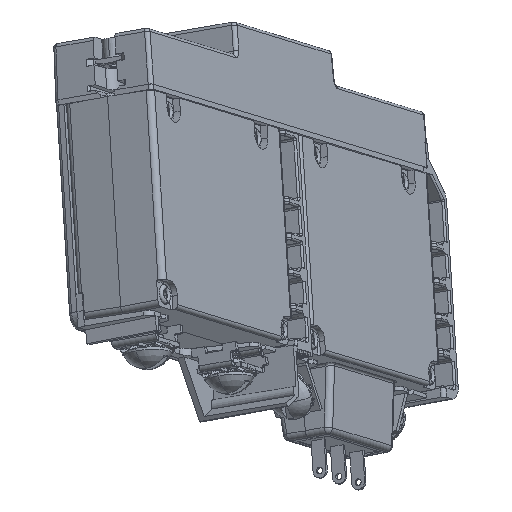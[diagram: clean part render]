
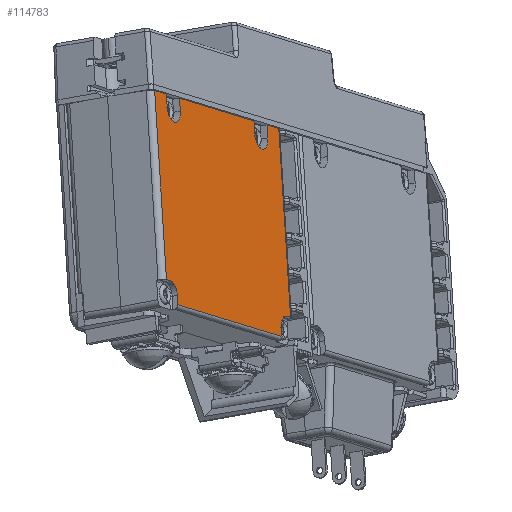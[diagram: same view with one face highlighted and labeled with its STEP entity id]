
A CAD part, front view. The second image highlights one B-rep face of the part: STEP entity #114783.
In plain terms, the highlighted planar face has unit normal (0.873, -0.465, 0.15).
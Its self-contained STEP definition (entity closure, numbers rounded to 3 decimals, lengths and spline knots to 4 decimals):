
#18594=DIRECTION('',(0.061,-0.202,-0.978));
#18595=VECTOR('',#18594,1.4285);
#18596=CARTESIAN_POINT('',(4.5686,-0.33,
-0.5306));
#18597=LINE('',#18596,#18595);
#18673=DIRECTION('',(-0.484,-0.862,0.148));
#18674=VECTOR('',#18673,0.1794);
#18675=CARTESIAN_POINT('',(4.6555,-0.1753,
-0.5571));
#18676=LINE('',#18675,#18674);
#18677=DIRECTION('',(0.061,-0.202,-0.978));
#18678=VECTOR('',#18677,0.0985);
#18679=CARTESIAN_POINT('',(4.6555,-0.1753,
-0.5571));
#18680=LINE('',#18679,#18678);
#18681=CARTESIAN_POINT('',(4.71,-0.109,
-0.6682));
#18682=DIRECTION('',(0.873,-0.465,0.15));
#18683=DIRECTION('',(-0.484,-0.862,0.148));
#18684=AXIS2_PLACEMENT_3D('',#18681,#18682,#18683);
#18686=DIRECTION('',(0.061,-0.202,-0.978));
#18687=VECTOR('',#18686,0.0985);
#18688=CARTESIAN_POINT('',(4.7524,-0.0028,
-0.5866));
#18689=LINE('',#18688,#18687);
#18690=DIRECTION('',(-0.484,-0.862,0.148));
#18691=VECTOR('',#18690,1.136);
#18692=CARTESIAN_POINT('',(5.3027,0.9767,
-0.7545));
#18693=LINE('',#18692,#18691);
#18694=DIRECTION('',(0.061,-0.202,-0.978));
#18695=VECTOR('',#18694,0.0985);
#18696=CARTESIAN_POINT('',(5.3027,0.9767,
-0.7545));
#18697=LINE('',#18696,#18695);
#18698=CARTESIAN_POINT('',(5.3572,1.043,
-0.8656));
#18699=DIRECTION('',(0.873,-0.465,0.15));
#18700=DIRECTION('',(-0.484,-0.862,0.148));
#18701=AXIS2_PLACEMENT_3D('',#18698,#18699,#18700);
#18703=DIRECTION('',(0.061,-0.202,-0.978));
#18704=VECTOR('',#18703,0.0985);
#18705=CARTESIAN_POINT('',(5.3996,1.1491,
-0.784));
#18706=LINE('',#18705,#18704);
#18707=DIRECTION('',(-0.484,-0.862,0.148));
#18708=VECTOR('',#18707,0.1794);
#18709=CARTESIAN_POINT('',(5.4865,1.3038,
-0.8105));
#18710=LINE('',#18709,#18708);
#18711=DIRECTION('',(0.484,0.862,-0.148));
#18712=VECTOR('',#18711,0.0544);
#18713=CARTESIAN_POINT('',(5.5475,0.9686,
-2.1989));
#18714=LINE('',#18713,#18712);
#18715=CARTESIAN_POINT('',(5.5535,0.9488,
-2.2947));
#18716=DIRECTION('',(0.873,-0.465,0.15));
#18717=DIRECTION('',(-0.061,0.202,0.978));
#18718=AXIS2_PLACEMENT_3D('',#18715,#18716,#18717);
#18720=DIRECTION('',(-0.061,0.202,0.978));
#18721=VECTOR('',#18720,0.0701);
#18722=CARTESIAN_POINT('',(5.5103,0.8501,
-2.3487));
#18723=LINE('',#18722,#18721);
#18724=DIRECTION('',(-0.061,0.202,0.978));
#18725=VECTOR('',#18724,0.0701);
#18726=CARTESIAN_POINT('',(4.74,-0.5209,
-2.1138));
#18727=LINE('',#18726,#18725);
#18728=CARTESIAN_POINT('',(4.6883,-0.5912,
-2.0308));
#18729=DIRECTION('',(0.873,-0.465,0.15));
#18730=DIRECTION('',(0.484,0.862,-0.148));
#18731=AXIS2_PLACEMENT_3D('',#18728,#18729,#18730);
#18733=DIRECTION('',(-0.484,-0.862,0.148));
#18734=VECTOR('',#18733,0.0544);
#18735=CARTESIAN_POINT('',(4.6823,-0.5714,
-1.935));
#18736=LINE('',#18735,#18734);
#19175=DIRECTION('',(-0.061,0.202,0.978));
#19176=VECTOR('',#19175,1.4285);
#19177=CARTESIAN_POINT('',(5.5738,1.0154,
-2.2069));
#19178=LINE('',#19177,#19176);
#51054=DIRECTION('',(0.484,0.862,-0.148));
#51055=VECTOR('',#51054,1.59);
#51056=CARTESIAN_POINT('',(4.74,-0.5209,
-2.1138));
#51057=LINE('',#51056,#51055);
#86345=CARTESIAN_POINT('',(5.3087,0.9568,
-0.8508));
#86346=CARTESIAN_POINT('',(5.4056,1.1292,
-0.8803));
#86347=VERTEX_POINT('',#86345);
#86348=VERTEX_POINT('',#86346);
#86349=CARTESIAN_POINT('',(4.6615,-0.1952,
-0.6534));
#86350=CARTESIAN_POINT('',(4.7584,-0.0227,
-0.683));
#86351=VERTEX_POINT('',#86349);
#86352=VERTEX_POINT('',#86350);
#86353=CARTESIAN_POINT('',(5.5475,0.9686,
-2.1989));
#86354=CARTESIAN_POINT('',(5.506,0.8643,
-2.2802));
#86355=VERTEX_POINT('',#86353);
#86356=VERTEX_POINT('',#86354);
#86357=CARTESIAN_POINT('',(4.7357,-0.5067,
-2.0453));
#86358=CARTESIAN_POINT('',(4.6823,-0.5714,
-1.935));
#86359=VERTEX_POINT('',#86357);
#86360=VERTEX_POINT('',#86358);
#86415=CARTESIAN_POINT('',(5.3996,1.1491,
-0.784));
#86416=VERTEX_POINT('',#86415);
#86417=CARTESIAN_POINT('',(5.3027,0.9767,
-0.7545));
#86418=VERTEX_POINT('',#86417);
#86419=CARTESIAN_POINT('',(4.7524,-0.0028,
-0.5866));
#86420=VERTEX_POINT('',#86419);
#86421=CARTESIAN_POINT('',(4.6555,-0.1753,
-0.5571));
#86422=VERTEX_POINT('',#86421);
#86453=CARTESIAN_POINT('',(4.5686,-0.33,
-0.5306));
#86454=CARTESIAN_POINT('',(4.6559,-0.6183,
-1.927));
#86455=VERTEX_POINT('',#86453);
#86456=VERTEX_POINT('',#86454);
#86458=CARTESIAN_POINT('',(4.74,-0.5209,
-2.1138));
#86459=CARTESIAN_POINT('',(5.5103,0.8501,
-2.3487));
#86460=VERTEX_POINT('',#86458);
#86461=VERTEX_POINT('',#86459);
#86466=CARTESIAN_POINT('',(5.5738,1.0154,
-2.2069));
#86467=CARTESIAN_POINT('',(5.4865,1.3038,
-0.8105));
#86468=VERTEX_POINT('',#86466);
#86469=VERTEX_POINT('',#86467);
#114746=CARTESIAN_POINT('',(5.1432,0.6466,
-0.8483));
#114747=DIRECTION('',(-0.873,0.465,-0.15));
#114748=DIRECTION('',(-0.484,-0.862,0.148));
#114749=AXIS2_PLACEMENT_3D('',#114746,#114747,#114748);
#114750=PLANE('',#114749);
#114751=ORIENTED_EDGE('',*,*,#114645,.F.);
#114752=ORIENTED_EDGE('',*,*,#114569,.F.);
#114754=ORIENTED_EDGE('',*,*,#114753,.T.);
#114756=ORIENTED_EDGE('',*,*,#114755,.T.);
#114758=ORIENTED_EDGE('',*,*,#114757,.F.);
#114759=ORIENTED_EDGE('',*,*,#114561,.F.);
#114761=ORIENTED_EDGE('',*,*,#114760,.T.);
#114763=ORIENTED_EDGE('',*,*,#114762,.T.);
#114765=ORIENTED_EDGE('',*,*,#114764,.F.);
#114766=ORIENTED_EDGE('',*,*,#114553,.F.);
#114768=ORIENTED_EDGE('',*,*,#114767,.F.);
#114770=ORIENTED_EDGE('',*,*,#114769,.F.);
#114772=ORIENTED_EDGE('',*,*,#114771,.T.);
#114774=ORIENTED_EDGE('',*,*,#114773,.F.);
#114776=ORIENTED_EDGE('',*,*,#114775,.F.);
#114778=ORIENTED_EDGE('',*,*,#114777,.T.);
#114779=ORIENTED_EDGE('',*,*,#114739,.T.);
#114780=ORIENTED_EDGE('',*,*,#114658,.T.);
#114781=EDGE_LOOP('',(#114751,#114752,#114754,#114756,#114758,#114759,#114761,
#114763,#114765,#114766,#114768,#114770,#114772,#114774,#114776,#114778,#114779,
#114780));
#114782=FACE_OUTER_BOUND('',#114781,.F.);
#18685=CIRCLE('',#18684,0.1);
#18702=CIRCLE('',#18701,0.1);
#18719=CIRCLE('',#18718,0.098);
#18732=CIRCLE('',#18731,0.098);
#114553=EDGE_CURVE('',#86469,#86416,#18710,.T.);
#114561=EDGE_CURVE('',#86418,#86420,#18693,.T.);
#114569=EDGE_CURVE('',#86422,#86455,#18676,.T.);
#114645=EDGE_CURVE('',#86455,#86456,#18597,.T.);
#114658=EDGE_CURVE('',#86360,#86456,#18736,.T.);
#114739=EDGE_CURVE('',#86359,#86360,#18732,.T.);
#114753=EDGE_CURVE('',#86422,#86351,#18680,.T.);
#114755=EDGE_CURVE('',#86351,#86352,#18685,.T.);
#114757=EDGE_CURVE('',#86420,#86352,#18689,.T.);
#114760=EDGE_CURVE('',#86418,#86347,#18697,.T.);
#114762=EDGE_CURVE('',#86347,#86348,#18702,.T.);
#114764=EDGE_CURVE('',#86416,#86348,#18706,.T.);
#114767=EDGE_CURVE('',#86468,#86469,#19178,.T.);
#114769=EDGE_CURVE('',#86355,#86468,#18714,.T.);
#114771=EDGE_CURVE('',#86355,#86356,#18719,.T.);
#114773=EDGE_CURVE('',#86461,#86356,#18723,.T.);
#114775=EDGE_CURVE('',#86460,#86461,#51057,.T.);
#114777=EDGE_CURVE('',#86460,#86359,#18727,.T.);
#114783=ADVANCED_FACE('',(#114782),#114750,.F.);
